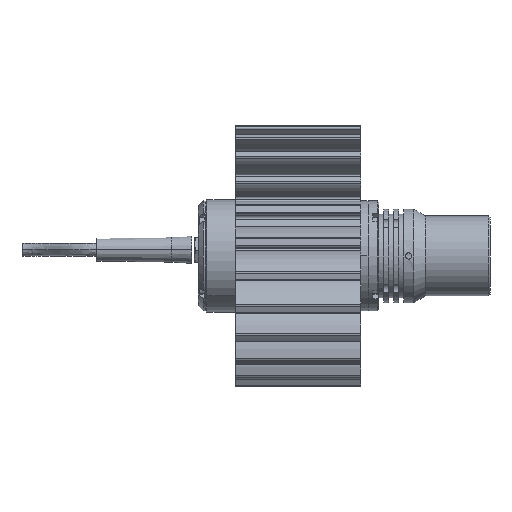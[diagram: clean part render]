
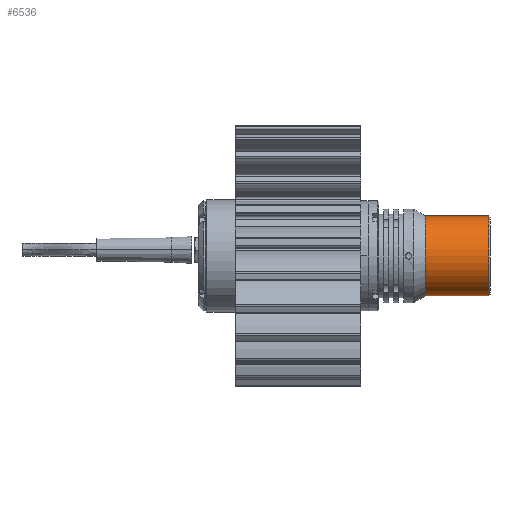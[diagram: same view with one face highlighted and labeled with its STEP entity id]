
A CAD part, front view. The second image highlights one B-rep face of the part: STEP entity #6536.
In plain terms, the highlighted cylindrical face has radius 16 mm (diameter 32 mm), a partial arc.
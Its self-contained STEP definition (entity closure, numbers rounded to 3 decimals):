
#462 = EDGE_CURVE ( 'NONE', #9710, #1329, #3946, .T. ) ;
#529 = ORIENTED_EDGE ( 'NONE', *, *, #12069, .F. ) ;
#1016 = DIRECTION ( 'NONE',  ( -1., 0., 0. ) ) ;
#1329 = VERTEX_POINT ( 'NONE', #13363 ) ;
#2193 = DIRECTION ( 'NONE',  ( -1., 0., 0. ) ) ;
#2290 = CARTESIAN_POINT ( 'NONE',  ( 17.02, 0., 16. ) ) ;
#2367 = DIRECTION ( 'NONE',  ( 0., 0., -1. ) ) ;
#2522 = DIRECTION ( 'NONE',  ( -1., 0., 0. ) ) ;
#2736 = CIRCLE ( 'NONE', #14344, 16. ) ;
#3286 = DIRECTION ( 'NONE',  ( -1., 0., 0. ) ) ;
#3316 = ORIENTED_EDGE ( 'NONE', *, *, #14548, .F. ) ;
#3532 = VECTOR ( 'NONE', #7097, 1000. ) ;
#3946 = LINE ( 'NONE', #9122, #12870 ) ;
#4470 = CARTESIAN_POINT ( 'NONE',  ( 17.02, 0., -16. ) ) ;
#4539 = ORIENTED_EDGE ( 'NONE', *, *, #13730, .T. ) ;
#4565 = CARTESIAN_POINT ( 'NONE',  ( -8.289, 0., -16. ) ) ;
#4704 = EDGE_LOOP ( 'NONE', ( #4539, #13317, #529, #3316 ) ) ;
#5043 = DIRECTION ( 'NONE',  ( 0., 0., -1. ) ) ;
#6536 = ADVANCED_FACE ( 'NONE', ( #7234 ), #11114, .T. ) ;
#7044 = AXIS2_PLACEMENT_3D ( 'NONE', #10229, #2193, #12407 ) ;
#7097 = DIRECTION ( 'NONE',  ( -1., 0., 0. ) ) ;
#7234 = FACE_OUTER_BOUND ( 'NONE', #4704, .T. ) ;
#8197 = LINE ( 'NONE', #11052, #3532 ) ;
#8738 = AXIS2_PLACEMENT_3D ( 'NONE', #10915, #3286, #5043 ) ;
#9122 = CARTESIAN_POINT ( 'NONE',  ( -34.252, 0., 16. ) ) ;
#9628 = VERTEX_POINT ( 'NONE', #4565 ) ;
#9710 = VERTEX_POINT ( 'NONE', #2290 ) ;
#10168 = CARTESIAN_POINT ( 'NONE',  ( -8.289, 0., 0. ) ) ;
#10229 = CARTESIAN_POINT ( 'NONE',  ( 17.02, 0., 0. ) ) ;
#10915 = CARTESIAN_POINT ( 'NONE',  ( -34.252, 0., 0. ) ) ;
#11052 = CARTESIAN_POINT ( 'NONE',  ( -34.252, 0., -16. ) ) ;
#11114 = CYLINDRICAL_SURFACE ( 'NONE', #8738, 16. ) ;
#12069 = EDGE_CURVE ( 'NONE', #9628, #1329, #2736, .T. ) ;
#12407 = DIRECTION ( 'NONE',  ( 0., 0., 1. ) ) ;
#12870 = VECTOR ( 'NONE', #2522, 1000. ) ;
#13317 = ORIENTED_EDGE ( 'NONE', *, *, #462, .T. ) ;
#13363 = CARTESIAN_POINT ( 'NONE',  ( -8.289, 0., 16. ) ) ;
#13730 = EDGE_CURVE ( 'NONE', #14535, #9710, #14328, .T. ) ;
#14328 = CIRCLE ( 'NONE', #7044, 16. ) ;
#14344 = AXIS2_PLACEMENT_3D ( 'NONE', #10168, #1016, #2367 ) ;
#14535 = VERTEX_POINT ( 'NONE', #4470 ) ;
#14548 = EDGE_CURVE ( 'NONE', #14535, #9628, #8197, .T. ) ;
